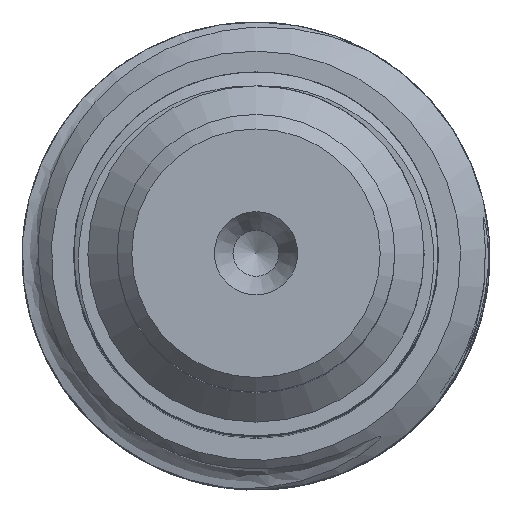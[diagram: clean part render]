
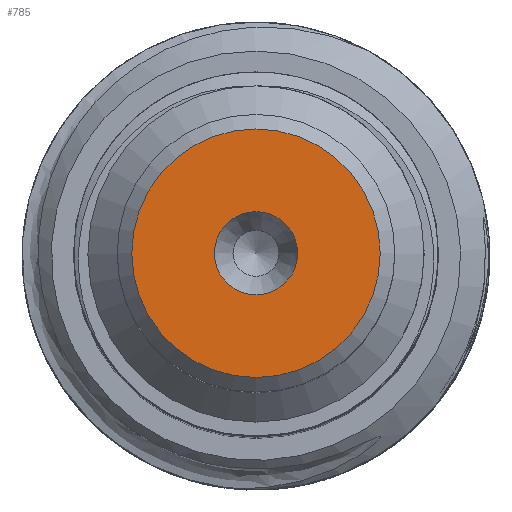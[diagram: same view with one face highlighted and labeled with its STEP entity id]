
A CAD part, top view. The second image highlights one B-rep face of the part: STEP entity #785.
In plain terms, the highlighted planar face has unit normal (0, 0, 1).
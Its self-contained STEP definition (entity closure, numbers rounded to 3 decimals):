
#35=PLANE('',#818);
#48=CIRCLE('',#798,2.845);
#58=CIRCLE('',#815,8.5);
#152=VERTEX_POINT('',#17205);
#166=VERTEX_POINT('',#19422);
#345=EDGE_CURVE('',#152,#152,#48,.T.);
#362=EDGE_CURVE('',#166,#166,#58,.T.);
#590=ORIENTED_EDGE('',*,*,#345,.T.);
#591=ORIENTED_EDGE('',*,*,#362,.F.);
#662=EDGE_LOOP('',(#590));
#663=EDGE_LOOP('',(#591));
#728=FACE_BOUND('',#662,.T.);
#729=FACE_BOUND('',#663,.T.);
#785=ADVANCED_FACE('',(#728,#729),#35,.T.);
#798=AXIS2_PLACEMENT_3D('',#17204,#841,#842);
#815=AXIS2_PLACEMENT_3D('',#19421,#874,#875);
#818=AXIS2_PLACEMENT_3D('',#19426,#880,$);
#841=DIRECTION('',(0.,0.,-1.));
#842=DIRECTION('',(2.845,0.,0.));
#874=DIRECTION('',(0.,0.,-1.));
#875=DIRECTION('',(0.,-8.5,0.));
#880=DIRECTION('',(0.,0.,1.));
#17204=CARTESIAN_POINT('',(0.,0.,0.));
#17205=CARTESIAN_POINT('',(-2.845,0.,0.));
#19421=CARTESIAN_POINT('',(0.,0.,0.));
#19422=CARTESIAN_POINT('',(0.,8.5,0.));
#19426=CARTESIAN_POINT('',(0.,4.75,0.));
